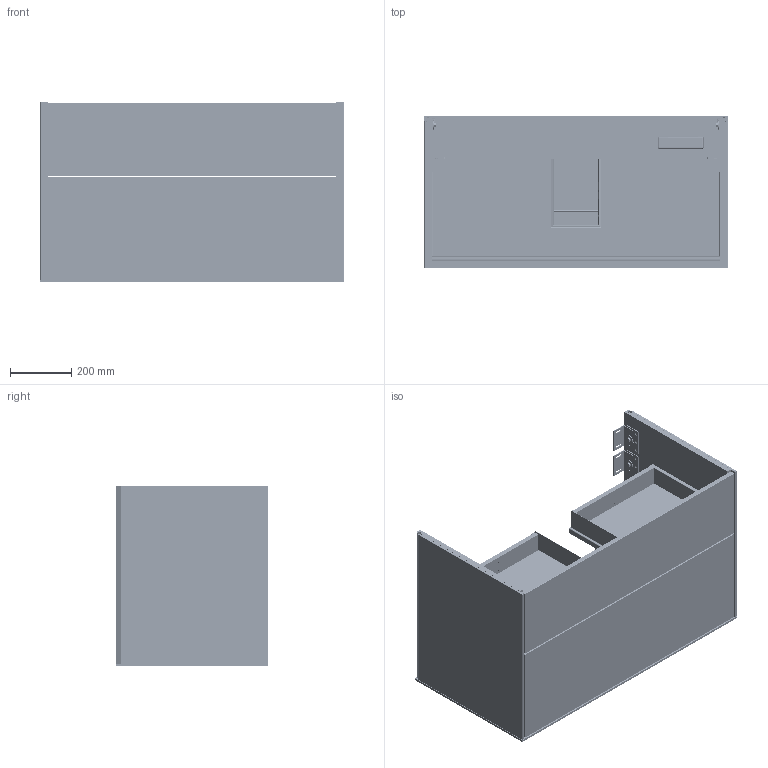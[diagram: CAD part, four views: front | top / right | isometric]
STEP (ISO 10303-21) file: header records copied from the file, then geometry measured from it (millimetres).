
FILE_DESCRIPTION((' '),'2;1');
FILE_NAME('Finion_G02000XX_3D.stp','2017-03-23T09:44:29',(' '),(' '),' ','ACIS',' ');
FILE_SCHEMA(('CONFIG_CONTROL_DESIGN'));
Length unit declared in the file: millimetre
Products named in the file (113): Finion_G02000XX_3D.stp; Körper1; Körper2; Körper3; Körper4; Körper5; Körper6; Körper7; Körper8; Körper9; Körper10; Körper11; Körper12; Körper13; Körper14; Körper15; Körper16; Körper17; Körper18; Körper19; Körper20; Körper21; Körper22; Körper23; Körper24; Körper25; Körper26; Körper27; Körper28; Körper29; Körper30; Körper31; Körper32; Körper33; Körper34; Körper35; Körper36; Körper37; Körper38; Körper39 ...
Assembly tree (112 placements, depth 2):
  Finion_G02000XX_3D.stp
    Körper1
    Körper2
    Körper3
    Körper4
    Körper5
    Körper6
    Körper7
    Körper8
    Körper9
    Körper10
    Körper11
    Körper12
    Körper13
    Körper14
    Körper15
    Körper16
    Körper17
    Körper18
    Körper19
    Körper20
    Körper21
    Körper22
    Körper23
    Körper24
    Körper25
    Körper26
    Körper27
    Körper28
    Körper29
    Körper30
    Körper31
    Körper32
    Körper33
    Körper34
    Körper35
    Körper36
    Körper37
    Körper38
    Körper39
    Körper40
    Körper41
    Körper42
    Körper43
    Körper44
    Körper45
    Körper46
    Körper47
    Körper48
    Körper49
    Körper50
    Körper51
    Körper52
    Körper53
    Körper54
    Körper55
    Körper56
    Körper57
    Körper58
    Körper59
Bounding box: 996 x 498 x 591 mm (x, y, z)
Volume: 51230340.9 mm3; surface area: 9655136.2 mm2
Topology: 147 solids, 147 shells, 7804 faces, 20618 edges, 13502 vertices
Faces by surface type: bspline 3356, plane 2613, cylinder 1573, cone 198, sphere 38, torus 26
Full cylindrical faces by diameter (mm): 2.086 x6, 2.5 x11, 3 x32, 3.2 x2, 3.5 x2, 4 x8, 5 x2, 6 x4, 7 x2, 8 x23, 8.02 x8, 10 x18, 12 x1, 30 x2
Entity records: 335237 total; most frequent: CARTESIAN_POINT 134325, ORIENTED_EDGE 40242, DIRECTION 34754, EDGE_CURVE 20121, VERTEX_POINT 13411, VECTOR 13102, LINE 13102, AXIS2_PLACEMENT_3D 10826
